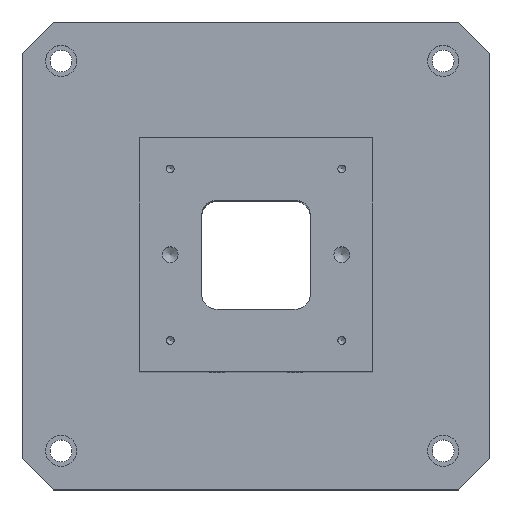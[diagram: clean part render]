
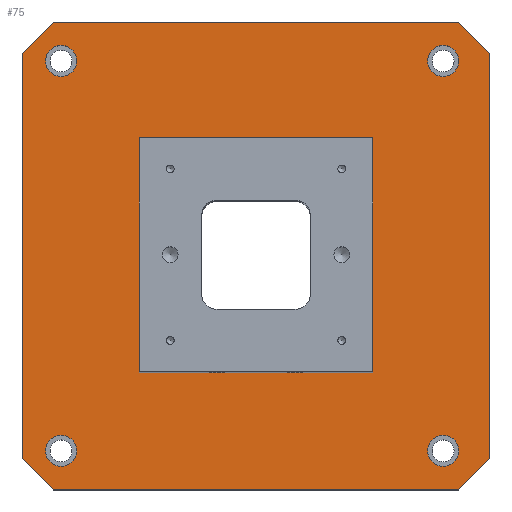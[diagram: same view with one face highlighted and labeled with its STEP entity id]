
A CAD part, top view. The second image highlights one B-rep face of the part: STEP entity #75.
In plain terms, the highlighted planar face has unit normal (0, 0, 1).
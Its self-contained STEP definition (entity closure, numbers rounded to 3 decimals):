
#75 = ADVANCED_FACE( '', ( #257, #258, #259, #260, #261, #262 ), #263, .T. );
#257 = FACE_BOUND( '', #797, .T. );
#258 = FACE_BOUND( '', #798, .T. );
#259 = FACE_BOUND( '', #799, .T. );
#260 = FACE_BOUND( '', #800, .T. );
#261 = FACE_OUTER_BOUND( '', #801, .T. );
#262 = FACE_BOUND( '', #802, .T. );
#263 = PLANE( '', #803 );
#797 = EDGE_LOOP( '', ( #1337 ) );
#798 = EDGE_LOOP( '', ( #1338 ) );
#799 = EDGE_LOOP( '', ( #1339 ) );
#800 = EDGE_LOOP( '', ( #1340 ) );
#801 = EDGE_LOOP( '', ( #1341, #1342, #1343, #1344, #1345, #1346, #1347, #1348 ) );
#802 = EDGE_LOOP( '', ( #1349, #1350, #1351, #1352 ) );
#803 = AXIS2_PLACEMENT_3D( '', #1353, #1354, #1355 );
#1337 = ORIENTED_EDGE( '', *, *, #2717, .T. );
#1338 = ORIENTED_EDGE( '', *, *, #2718, .T. );
#1339 = ORIENTED_EDGE( '', *, *, #2719, .T. );
#1340 = ORIENTED_EDGE( '', *, *, #2720, .T. );
#1341 = ORIENTED_EDGE( '', *, *, #2721, .T. );
#1342 = ORIENTED_EDGE( '', *, *, #2722, .T. );
#1343 = ORIENTED_EDGE( '', *, *, #2723, .T. );
#1344 = ORIENTED_EDGE( '', *, *, #2724, .T. );
#1345 = ORIENTED_EDGE( '', *, *, #2725, .T. );
#1346 = ORIENTED_EDGE( '', *, *, #2726, .T. );
#1347 = ORIENTED_EDGE( '', *, *, #2727, .T. );
#1348 = ORIENTED_EDGE( '', *, *, #2728, .T. );
#1349 = ORIENTED_EDGE( '', *, *, #2729, .T. );
#1350 = ORIENTED_EDGE( '', *, *, #2730, .T. );
#1351 = ORIENTED_EDGE( '', *, *, #2731, .T. );
#1352 = ORIENTED_EDGE( '', *, *, #2732, .T. );
#1353 = CARTESIAN_POINT( '', ( -150., -150., 50. ) );
#1354 = DIRECTION( '', ( 0., 0., 1. ) );
#1355 = DIRECTION( '', ( 1., 0., 0. ) );
#2717 = EDGE_CURVE( '', #3140, #3140, #3141, .T. );
#2718 = EDGE_CURVE( '', #3142, #3142, #3143, .T. );
#2719 = EDGE_CURVE( '', #3144, #3144, #3145, .T. );
#2720 = EDGE_CURVE( '', #3146, #3146, #3147, .T. );
#2721 = EDGE_CURVE( '', #3148, #3149, #3150, .T. );
#2722 = EDGE_CURVE( '', #3149, #3151, #3152, .F. );
#2723 = EDGE_CURVE( '', #3151, #3153, #3154, .T. );
#2724 = EDGE_CURVE( '', #3153, #3155, #3156, .F. );
#2725 = EDGE_CURVE( '', #3155, #3157, #3158, .T. );
#2726 = EDGE_CURVE( '', #3157, #3159, #3160, .F. );
#2727 = EDGE_CURVE( '', #3159, #3161, #3162, .T. );
#2728 = EDGE_CURVE( '', #3161, #3148, #3163, .F. );
#2729 = EDGE_CURVE( '', #3164, #3165, #3166, .T. );
#2730 = EDGE_CURVE( '', #3165, #3167, #3168, .T. );
#2731 = EDGE_CURVE( '', #3167, #3169, #3170, .T. );
#2732 = EDGE_CURVE( '', #3169, #3164, #3171, .T. );
#3140 = VERTEX_POINT( '', #3820 );
#3141 = CIRCLE( '', #3821, 10. );
#3142 = VERTEX_POINT( '', #3822 );
#3143 = CIRCLE( '', #3823, 10. );
#3144 = VERTEX_POINT( '', #3824 );
#3145 = CIRCLE( '', #3825, 10. );
#3146 = VERTEX_POINT( '', #3826 );
#3147 = CIRCLE( '', #3827, 10. );
#3148 = VERTEX_POINT( '', #3828 );
#3149 = VERTEX_POINT( '', #3829 );
#3150 = LINE( '', #3830, #3831 );
#3151 = VERTEX_POINT( '', #3832 );
#3152 = LINE( '', #3833, #3834 );
#3153 = VERTEX_POINT( '', #3835 );
#3154 = LINE( '', #3836, #3837 );
#3155 = VERTEX_POINT( '', #3838 );
#3156 = LINE( '', #3839, #3840 );
#3157 = VERTEX_POINT( '', #3841 );
#3158 = LINE( '', #3842, #3843 );
#3159 = VERTEX_POINT( '', #3844 );
#3160 = LINE( '', #3845, #3846 );
#3161 = VERTEX_POINT( '', #3847 );
#3162 = LINE( '', #3848, #3849 );
#3163 = LINE( '', #3850, #3851 );
#3164 = VERTEX_POINT( '', #3852 );
#3165 = VERTEX_POINT( '', #3853 );
#3166 = LINE( '', #3854, #3855 );
#3167 = VERTEX_POINT( '', #3856 );
#3168 = LINE( '', #3857, #3858 );
#3169 = VERTEX_POINT( '', #3859 );
#3170 = LINE( '', #3860, #3861 );
#3171 = LINE( '', #3862, #3863 );
#3820 = CARTESIAN_POINT( '', ( -125., -135., 50. ) );
#3821 = AXIS2_PLACEMENT_3D( '', #6728, #6729, #6730 );
#3822 = CARTESIAN_POINT( '', ( 120., -135., 50. ) );
#3823 = AXIS2_PLACEMENT_3D( '', #6731, #6732, #6733 );
#3824 = CARTESIAN_POINT( '', ( 120., 115., 50. ) );
#3825 = AXIS2_PLACEMENT_3D( '', #6734, #6735, #6736 );
#3826 = CARTESIAN_POINT( '', ( -125., 115., 50. ) );
#3827 = AXIS2_PLACEMENT_3D( '', #6737, #6738, #6739 );
#3828 = CARTESIAN_POINT( '', ( 130., 150., 50. ) );
#3829 = CARTESIAN_POINT( '', ( -130., 150., 50. ) );
#3830 = CARTESIAN_POINT( '', ( 150., 150., 50. ) );
#3831 = VECTOR( '', #6740, 1000. );
#3832 = CARTESIAN_POINT( '', ( -150., 130., 50. ) );
#3833 = CARTESIAN_POINT( '', ( -290., -10., 50. ) );
#3834 = VECTOR( '', #6741, 1000. );
#3835 = CARTESIAN_POINT( '', ( -150., -130., 50. ) );
#3836 = CARTESIAN_POINT( '', ( -150., 150., 50. ) );
#3837 = VECTOR( '', #6742, 1000. );
#3838 = CARTESIAN_POINT( '', ( -130., -150., 50. ) );
#3839 = CARTESIAN_POINT( '', ( -140., -140., 50. ) );
#3840 = VECTOR( '', #6743, 1000. );
#3841 = CARTESIAN_POINT( '', ( 130., -150., 50. ) );
#3842 = CARTESIAN_POINT( '', ( -150., -150., 50. ) );
#3843 = VECTOR( '', #6744, 1000. );
#3844 = CARTESIAN_POINT( '', ( 150., -130., 50. ) );
#3845 = CARTESIAN_POINT( '', ( -10., -290., 50. ) );
#3846 = VECTOR( '', #6745, 1000. );
#3847 = CARTESIAN_POINT( '', ( 150., 130., 50. ) );
#3848 = CARTESIAN_POINT( '', ( 150., -150., 50. ) );
#3849 = VECTOR( '', #6746, 1000. );
#3850 = CARTESIAN_POINT( '', ( 140., 140., 50. ) );
#3851 = VECTOR( '', #6747, 1000. );
#3852 = CARTESIAN_POINT( '', ( 75., -75., 50. ) );
#3853 = CARTESIAN_POINT( '', ( -75., -75., 50. ) );
#3854 = CARTESIAN_POINT( '', ( -150., -75., 50. ) );
#3855 = VECTOR( '', #6748, 1000. );
#3856 = CARTESIAN_POINT( '', ( -75., 75., 50. ) );
#3857 = CARTESIAN_POINT( '', ( -75., -150., 50. ) );
#3858 = VECTOR( '', #6749, 1000. );
#3859 = CARTESIAN_POINT( '', ( 75., 75., 50. ) );
#3860 = CARTESIAN_POINT( '', ( -150., 75., 50. ) );
#3861 = VECTOR( '', #6750, 1000. );
#3862 = CARTESIAN_POINT( '', ( 75., -150., 50. ) );
#3863 = VECTOR( '', #6751, 1000. );
#6728 = CARTESIAN_POINT( '', ( -125., -125., 50. ) );
#6729 = DIRECTION( '', ( 0., 0., -1. ) );
#6730 = DIRECTION( '', ( 0., -1., 0. ) );
#6731 = CARTESIAN_POINT( '', ( 120., -125., 50. ) );
#6732 = DIRECTION( '', ( 0., 0., -1. ) );
#6733 = DIRECTION( '', ( 0., -1., 0. ) );
#6734 = CARTESIAN_POINT( '', ( 120., 125., 50. ) );
#6735 = DIRECTION( '', ( 0., 0., -1. ) );
#6736 = DIRECTION( '', ( 0., -1., 0. ) );
#6737 = CARTESIAN_POINT( '', ( -125., 125., 50. ) );
#6738 = DIRECTION( '', ( 0., 0., -1. ) );
#6739 = DIRECTION( '', ( 0., -1., 0. ) );
#6740 = DIRECTION( '', ( -1., 0., 0. ) );
#6741 = DIRECTION( '', ( 0.707, 0.707, 0. ) );
#6742 = DIRECTION( '', ( 0., -1., 0. ) );
#6743 = DIRECTION( '', ( -0.707, 0.707, 0. ) );
#6744 = DIRECTION( '', ( 1., 0., 0. ) );
#6745 = DIRECTION( '', ( -0.707, -0.707, 0. ) );
#6746 = DIRECTION( '', ( 0., 1., 0. ) );
#6747 = DIRECTION( '', ( 0.707, -0.707, 0. ) );
#6748 = DIRECTION( '', ( -1., 0., 0. ) );
#6749 = DIRECTION( '', ( 0., 1., 0. ) );
#6750 = DIRECTION( '', ( 1., 0., 0. ) );
#6751 = DIRECTION( '', ( 0., -1., 0. ) );
